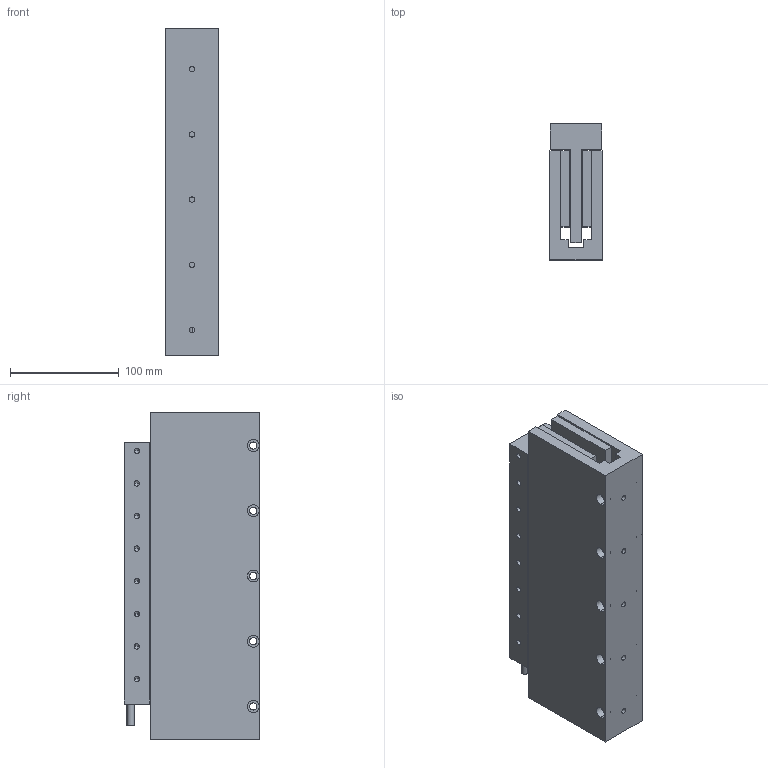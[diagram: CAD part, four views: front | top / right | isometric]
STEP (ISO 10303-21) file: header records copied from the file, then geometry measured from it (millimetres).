
FILE_DESCRIPTION (( 'STEP AP214' ), '1' );
FILE_NAME ('ZWU-60A-2-300MNS-MODEL-A02.step', '2022-09-08T13:36:49', ( '' ), ( '' ), 'SwSTEP 2.0', 'SolidWorks 2020', '' );
FILE_SCHEMA (( 'AUTOMOTIVE_DESIGN' ));
Length unit declared in the file: millimetre
Products named in the file (3): ZWU-60A-2-MODEL-A01; ZWU-60A-2-300MNS-MODEL-A02; ZWU-60A-300MNS-MODEL-A02
Assembly tree (2 placements, depth 2):
  ZWU-60A-2-300MNS-MODEL-A02
    ZWU-60A-300MNS-MODEL-A02
    ZWU-60A-2-MODEL-A01
Bounding box: 48 x 124.8 x 300 mm (x, y, z)
Volume: 1473826.3 mm3; surface area: 268105.1 mm2
Topology: 2 solids, 2 shells, 308 faces, 752 edges, 448 vertices
Faces by surface type: plane 136, cylinder 108, cone 64
Entity records: 9496 total; most frequent: DIRECTION 1530, CARTESIAN_POINT 1449, ORIENTED_EDGE 1376, EDGE_CURVE 688, AXIS2_PLACEMENT_3D 529, LINE 472, VECTOR 472, VERTEX_POINT 448
